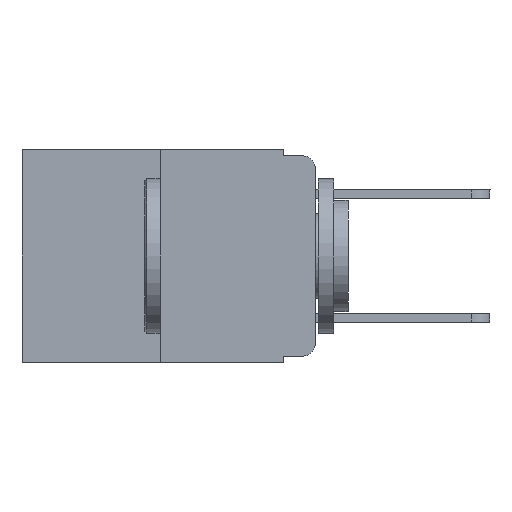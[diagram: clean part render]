
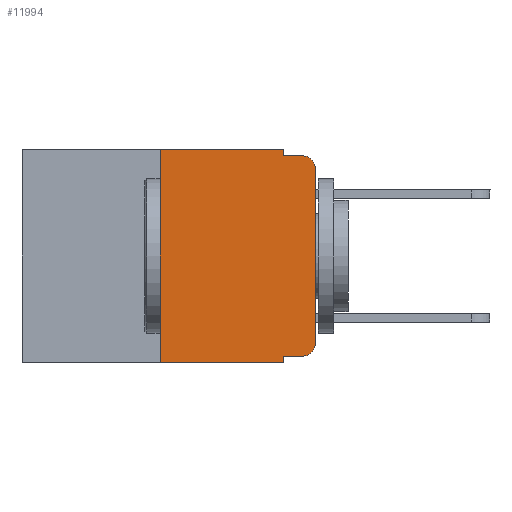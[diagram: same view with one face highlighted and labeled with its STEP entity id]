
A CAD part, left-side view. The second image highlights one B-rep face of the part: STEP entity #11994.
In plain terms, the highlighted planar face has unit normal (-1, 0, 0).
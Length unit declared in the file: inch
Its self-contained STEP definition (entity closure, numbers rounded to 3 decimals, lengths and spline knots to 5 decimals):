
#170 = ORIENTED_EDGE ( 'NONE', *, *, #5472, .T. ) ;
#438 = LINE ( 'NONE', #7442, #14090 ) ;
#637 = CARTESIAN_POINT ( 'NONE',  ( 0., 0.02, -0.03 ) ) ;
#947 = CARTESIAN_POINT ( 'NONE',  ( 0., 0.473, -0.343 ) ) ;
#1235 = DIRECTION ( 'NONE',  ( 0., -1., 0. ) ) ;
#1398 = AXIS2_PLACEMENT_3D ( 'NONE', #14128, #2977, #3422 ) ;
#1852 = CARTESIAN_POINT ( 'NONE',  ( 0., 0., -0.03 ) ) ;
#1856 = VERTEX_POINT ( 'NONE', #9126 ) ;
#1876 = VECTOR ( 'NONE', #13390, 39.37008 ) ;
#1914 = EDGE_CURVE ( 'NONE', #10084, #9526, #9453, .T. ) ;
#2126 = CARTESIAN_POINT ( 'NONE',  ( 0., 0.051, 0. ) ) ;
#2682 = VECTOR ( 'NONE', #1235, 39.37008 ) ;
#2817 = CARTESIAN_POINT ( 'NONE',  ( 0., 0.02, -0.333 ) ) ;
#2829 = DIRECTION ( 'NONE',  ( 0., -1., 0. ) ) ;
#2870 = VERTEX_POINT ( 'NONE', #4280 ) ;
#2977 = DIRECTION ( 'NONE',  ( 1., 0., 0. ) ) ;
#2990 = VERTEX_POINT ( 'NONE', #9132 ) ;
#3160 = VECTOR ( 'NONE', #8131, 39.37008 ) ;
#3407 = EDGE_CURVE ( 'NONE', #7981, #6102, #10591, .T. ) ;
#3422 = DIRECTION ( 'NONE',  ( 0., 0., -1. ) ) ;
#3466 = LINE ( 'NONE', #8223, #1876 ) ;
#3702 = CARTESIAN_POINT ( 'NONE',  ( 0., 0.051, 0. ) ) ;
#3809 = DIRECTION ( 'NONE',  ( 0., 0., 1. ) ) ;
#4012 = DIRECTION ( 'NONE',  ( 0., -1., 0. ) ) ;
#4280 = CARTESIAN_POINT ( 'NONE',  ( 0., 0.25, 0. ) ) ;
#4427 = ORIENTED_EDGE ( 'NONE', *, *, #15075, .F. ) ;
#4811 = LINE ( 'NONE', #7077, #2682 ) ;
#4902 = CARTESIAN_POINT ( 'NONE',  ( 0., 0., 0. ) ) ;
#5472 = EDGE_CURVE ( 'NONE', #9526, #6333, #12987, .T. ) ;
#5630 = CARTESIAN_POINT ( 'NONE',  ( 0., 0., -0.313 ) ) ;
#5784 = LINE ( 'NONE', #2126, #9275 ) ;
#6102 = VERTEX_POINT ( 'NONE', #11714 ) ;
#6123 = AXIS2_PLACEMENT_3D ( 'NONE', #14618, #14459, #8605 ) ;
#6244 = AXIS2_PLACEMENT_3D ( 'NONE', #637, #11358, #10249 ) ;
#6267 = EDGE_LOOP ( 'NONE', ( #9749, #170, #4427, #6945, #11349, #9344, #8301, #13274, #15194, #6313 ) ) ;
#6313 = ORIENTED_EDGE ( 'NONE', *, *, #13572, .T. ) ;
#6333 = VERTEX_POINT ( 'NONE', #8884 ) ;
#6945 = ORIENTED_EDGE ( 'NONE', *, *, #8740, .F. ) ;
#7077 = CARTESIAN_POINT ( 'NONE',  ( 0., 0.051, -0.01 ) ) ;
#7148 = VERTEX_POINT ( 'NONE', #2817 ) ;
#7442 = CARTESIAN_POINT ( 'NONE',  ( 0., 0.473, 0. ) ) ;
#7607 = VECTOR ( 'NONE', #2829, 39.37008 ) ;
#7663 = LINE ( 'NONE', #8926, #7607 ) ;
#7940 = VECTOR ( 'NONE', #14178, 39.37008 ) ;
#7981 = VERTEX_POINT ( 'NONE', #12948 ) ;
#8131 = DIRECTION ( 'NONE',  ( 0., -1., 0. ) ) ;
#8223 = CARTESIAN_POINT ( 'NONE',  ( 0., 0.25, 0. ) ) ;
#8301 = ORIENTED_EDGE ( 'NONE', *, *, #14719, .T. ) ;
#8605 = DIRECTION ( 'NONE',  ( 0., 0., -1. ) ) ;
#8740 = EDGE_CURVE ( 'NONE', #8939, #2990, #5784, .T. ) ;
#8884 = CARTESIAN_POINT ( 'NONE',  ( 0., 0.02, -0.01 ) ) ;
#8926 = CARTESIAN_POINT ( 'NONE',  ( 0., 0.051, -0.333 ) ) ;
#8939 = VERTEX_POINT ( 'NONE', #9801 ) ;
#9126 = CARTESIAN_POINT ( 'NONE',  ( 0., 0.25, -0.343 ) ) ;
#9132 = CARTESIAN_POINT ( 'NONE',  ( 0., 0.051, -0.01 ) ) ;
#9147 = LINE ( 'NONE', #947, #3160 ) ;
#9275 = VECTOR ( 'NONE', #10423, 39.37008 ) ;
#9344 = ORIENTED_EDGE ( 'NONE', *, *, #13066, .F. ) ;
#9361 = PLANE ( 'NONE',  #1398 ) ;
#9453 = LINE ( 'NONE', #4902, #14829 ) ;
#9526 = VERTEX_POINT ( 'NONE', #1852 ) ;
#9749 = ORIENTED_EDGE ( 'NONE', *, *, #1914, .T. ) ;
#9801 = CARTESIAN_POINT ( 'NONE',  ( 0., 0.051, 0. ) ) ;
#10084 = VERTEX_POINT ( 'NONE', #5630 ) ;
#10249 = DIRECTION ( 'NONE',  ( 0., 0., -1. ) ) ;
#10423 = DIRECTION ( 'NONE',  ( 0., 0., -1. ) ) ;
#10591 = LINE ( 'NONE', #3702, #7940 ) ;
#10883 = CIRCLE ( 'NONE', #6123, 0.02 ) ;
#11302 = EDGE_CURVE ( 'NONE', #2870, #8939, #438, .T. ) ;
#11349 = ORIENTED_EDGE ( 'NONE', *, *, #11302, .F. ) ;
#11358 = DIRECTION ( 'NONE',  ( -1., 0., 0. ) ) ;
#11714 = CARTESIAN_POINT ( 'NONE',  ( 0., 0.051, -0.343 ) ) ;
#11994 = ADVANCED_FACE ( 'NONE', ( #13031 ), #9361, .F. ) ;
#12948 = CARTESIAN_POINT ( 'NONE',  ( 0., 0.051, -0.333 ) ) ;
#12987 = CIRCLE ( 'NONE', #6244, 0.02 ) ;
#13031 = FACE_OUTER_BOUND ( 'NONE', #6267, .T. ) ;
#13066 = EDGE_CURVE ( 'NONE', #1856, #2870, #3466, .T. ) ;
#13080 = EDGE_CURVE ( 'NONE', #7981, #7148, #7663, .T. ) ;
#13274 = ORIENTED_EDGE ( 'NONE', *, *, #3407, .F. ) ;
#13390 = DIRECTION ( 'NONE',  ( 0., 0., 1. ) ) ;
#13572 = EDGE_CURVE ( 'NONE', #7148, #10084, #10883, .T. ) ;
#14090 = VECTOR ( 'NONE', #4012, 39.37008 ) ;
#14128 = CARTESIAN_POINT ( 'NONE',  ( 0., 0.473, 0. ) ) ;
#14178 = DIRECTION ( 'NONE',  ( 0., 0., -1. ) ) ;
#14459 = DIRECTION ( 'NONE',  ( -1., 0., 0. ) ) ;
#14618 = CARTESIAN_POINT ( 'NONE',  ( 0., 0.02, -0.313 ) ) ;
#14719 = EDGE_CURVE ( 'NONE', #1856, #6102, #9147, .T. ) ;
#14829 = VECTOR ( 'NONE', #3809, 39.37008 ) ;
#15075 = EDGE_CURVE ( 'NONE', #2990, #6333, #4811, .T. ) ;
#15194 = ORIENTED_EDGE ( 'NONE', *, *, #13080, .T. ) ;
